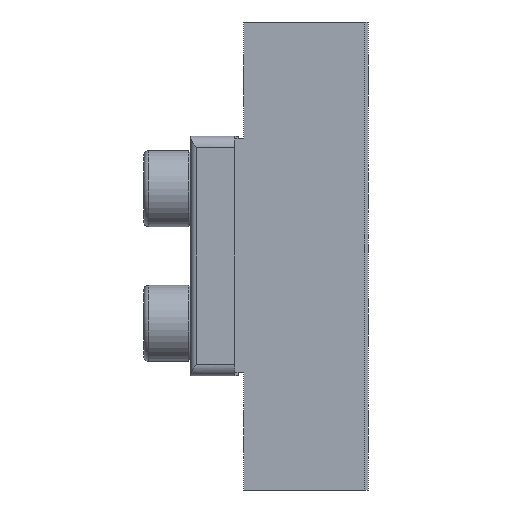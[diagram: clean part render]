
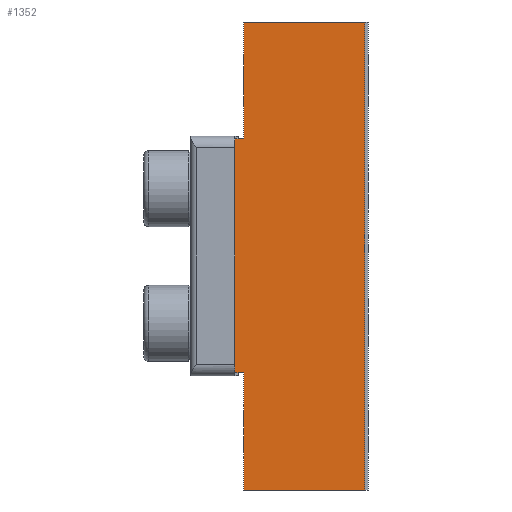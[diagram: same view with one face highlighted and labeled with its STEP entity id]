
A CAD part, left-side view. The second image highlights one B-rep face of the part: STEP entity #1352.
In plain terms, the highlighted face is planar.
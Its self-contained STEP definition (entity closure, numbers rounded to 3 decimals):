
#198=ORIENTED_EDGE('',*,*,#572,.T.);
#199=ORIENTED_EDGE('',*,*,#573,.F.);
#200=ORIENTED_EDGE('',*,*,#574,.F.);
#201=ORIENTED_EDGE('',*,*,#575,.T.);
#202=ORIENTED_EDGE('',*,*,#576,.F.);
#203=ORIENTED_EDGE('',*,*,#577,.T.);
#204=ORIENTED_EDGE('',*,*,#578,.T.);
#205=ORIENTED_EDGE('',*,*,#579,.T.);
#572=EDGE_CURVE('',#759,#760,#892,.T.);
#573=EDGE_CURVE('',#761,#760,#893,.T.);
#574=EDGE_CURVE('',#762,#761,#894,.T.);
#575=EDGE_CURVE('',#762,#763,#895,.T.);
#576=EDGE_CURVE('',#764,#763,#896,.T.);
#577=EDGE_CURVE('',#764,#765,#897,.T.);
#578=EDGE_CURVE('',#765,#766,#898,.T.);
#579=EDGE_CURVE('',#766,#759,#899,.T.);
#759=VERTEX_POINT('',#2017);
#760=VERTEX_POINT('',#2018);
#761=VERTEX_POINT('',#2020);
#762=VERTEX_POINT('',#2022);
#763=VERTEX_POINT('',#2024);
#764=VERTEX_POINT('',#2026);
#765=VERTEX_POINT('',#2028);
#766=VERTEX_POINT('',#2030);
#892=LINE('',#2016,#989);
#893=LINE('',#2019,#990);
#894=LINE('',#2021,#991);
#895=LINE('',#2023,#992);
#896=LINE('',#2025,#993);
#897=LINE('',#2027,#994);
#898=LINE('',#2029,#995);
#899=LINE('',#2031,#996);
#989=VECTOR('',#1623,1000.);
#990=VECTOR('',#1624,1000.);
#991=VECTOR('',#1625,1000.);
#992=VECTOR('',#1626,1000.);
#993=VECTOR('',#1627,1000.);
#994=VECTOR('',#1628,1000.);
#995=VECTOR('',#1629,1000.);
#996=VECTOR('',#1630,1000.);
#1086=EDGE_LOOP('',(#198,#199,#200,#201,#202,#203,#204,#205));
#1203=FACE_BOUND('',#1086,.T.);
#1321=PLANE('',#1471);
#1352=ADVANCED_FACE('',(#1203),#1321,.F.);
#1471=AXIS2_PLACEMENT_3D('',#2015,#1621,#1622);
#1621=DIRECTION('',(0.,0.,-1.));
#1622=DIRECTION('',(-1.,0.,0.));
#1623=DIRECTION('',(0.,-1.,0.));
#1624=DIRECTION('',(-1.,0.,0.));
#1625=DIRECTION('',(0.,-1.,0.));
#1626=DIRECTION('',(-1.,0.,0.));
#1627=DIRECTION('',(0.,-1.,0.));
#1628=DIRECTION('',(-1.,0.,0.));
#1629=DIRECTION('',(0.,-1.,0.));
#1630=DIRECTION('',(-1.,0.,0.));
#2015=CARTESIAN_POINT('',(40.,21.3,6.5));
#2016=CARTESIAN_POINT('',(-40.,21.3,6.5));
#2017=CARTESIAN_POINT('',(-40.,21.3,6.5));
#2018=CARTESIAN_POINT('',(-40.,0.6,6.5));
#2019=CARTESIAN_POINT('',(40.,0.6,6.5));
#2020=CARTESIAN_POINT('',(40.,0.6,6.5));
#2021=CARTESIAN_POINT('',(40.,21.3,6.5));
#2022=CARTESIAN_POINT('',(40.,21.3,6.5));
#2023=CARTESIAN_POINT('',(40.,21.3,6.5));
#2024=CARTESIAN_POINT('',(20.,21.3,6.5));
#2025=CARTESIAN_POINT('',(20.,22.8,6.5));
#2026=CARTESIAN_POINT('',(20.,22.8,6.5));
#2027=CARTESIAN_POINT('',(20.,22.8,6.5));
#2028=CARTESIAN_POINT('',(-20.,22.8,6.5));
#2029=CARTESIAN_POINT('',(-20.,22.8,6.5));
#2030=CARTESIAN_POINT('',(-20.,21.3,6.5));
#2031=CARTESIAN_POINT('',(40.,21.3,6.5));
